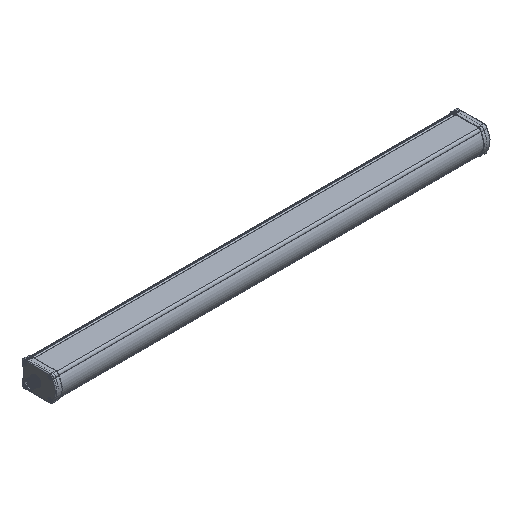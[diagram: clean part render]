
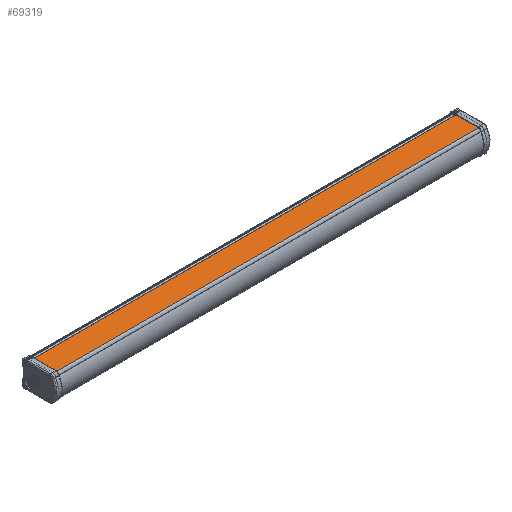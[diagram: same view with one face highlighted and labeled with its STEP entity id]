
A CAD part, isometric view. The second image highlights one B-rep face of the part: STEP entity #69319.
In plain terms, the highlighted planar face has unit normal (0, 0, 1).
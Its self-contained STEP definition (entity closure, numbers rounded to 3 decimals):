
#385=DIRECTION('',(0.,-1.,0.));
#386=VECTOR('',#385,29.273);
#387=CARTESIAN_POINT('',(-289.,-6.581,16.));
#388=LINE('',#387,#386);
#1133=DIRECTION('',(0.,-1.,0.));
#1134=VECTOR('',#1133,1.146);
#1135=CARTESIAN_POINT('',(289.,-35.854,16.));
#1136=LINE('',#1135,#1134);
#1137=DIRECTION('',(1.,0.,0.));
#1138=VECTOR('',#1137,578.);
#1139=CARTESIAN_POINT('',(-289.,-37.,16.));
#1140=LINE('',#1139,#1138);
#1141=DIRECTION('',(0.,-1.,0.));
#1142=VECTOR('',#1141,1.146);
#1143=CARTESIAN_POINT('',(-289.,-35.854,16.));
#1144=LINE('',#1143,#1142);
#1145=DIRECTION('',(-1.,0.,0.));
#1146=VECTOR('',#1145,578.);
#1147=CARTESIAN_POINT('',(289.,-6.581,16.));
#1148=LINE('',#1147,#1146);
#20973=DIRECTION('',(0.,-1.,0.));
#20974=VECTOR('',#20973,29.273);
#20975=CARTESIAN_POINT('',(289.,-6.581,16.));
#20976=LINE('',#20975,#20974);
#65672=CARTESIAN_POINT('',(-289.,-6.581,16.));
#65674=VERTEX_POINT('',#65672);
#65678=CARTESIAN_POINT('',(289.,-6.581,16.));
#65679=VERTEX_POINT('',#65678);
#66433=CARTESIAN_POINT('',(-289.,-35.854,16.));
#66435=VERTEX_POINT('',#66433);
#66481=CARTESIAN_POINT('',(-289.,-37.,16.));
#66482=VERTEX_POINT('',#66481);
#67816=CARTESIAN_POINT('',(289.,-35.854,16.));
#67818=VERTEX_POINT('',#67816);
#67868=CARTESIAN_POINT('',(289.,-37.,16.));
#67869=VERTEX_POINT('',#67868);
#69302=CARTESIAN_POINT('',(-289.,-6.414,16.));
#69303=DIRECTION('',(0.,0.,1.));
#69304=DIRECTION('',(0.,-1.,0.));
#69305=AXIS2_PLACEMENT_3D('',#69302,#69303,#69304);
#69306=PLANE('',#69305);
#69307=ORIENTED_EDGE('',*,*,#69278,.T.);
#69309=ORIENTED_EDGE('',*,*,#69308,.F.);
#69311=ORIENTED_EDGE('',*,*,#69310,.F.);
#69312=ORIENTED_EDGE('',*,*,#68891,.F.);
#69314=ORIENTED_EDGE('',*,*,#69313,.F.);
#69316=ORIENTED_EDGE('',*,*,#69315,.T.);
#69317=EDGE_LOOP('',(#69307,#69309,#69311,#69312,#69314,#69316));
#69318=FACE_OUTER_BOUND('',#69317,.F.);
#69319=ADVANCED_FACE('',(#69318),#69306,.T.);
#68891=EDGE_CURVE('',#65674,#66435,#388,.T.);
#69278=EDGE_CURVE('',#67818,#67869,#1136,.T.);
#69308=EDGE_CURVE('',#66482,#67869,#1140,.T.);
#69310=EDGE_CURVE('',#66435,#66482,#1144,.T.);
#69313=EDGE_CURVE('',#65679,#65674,#1148,.T.);
#69315=EDGE_CURVE('',#65679,#67818,#20976,.T.);
